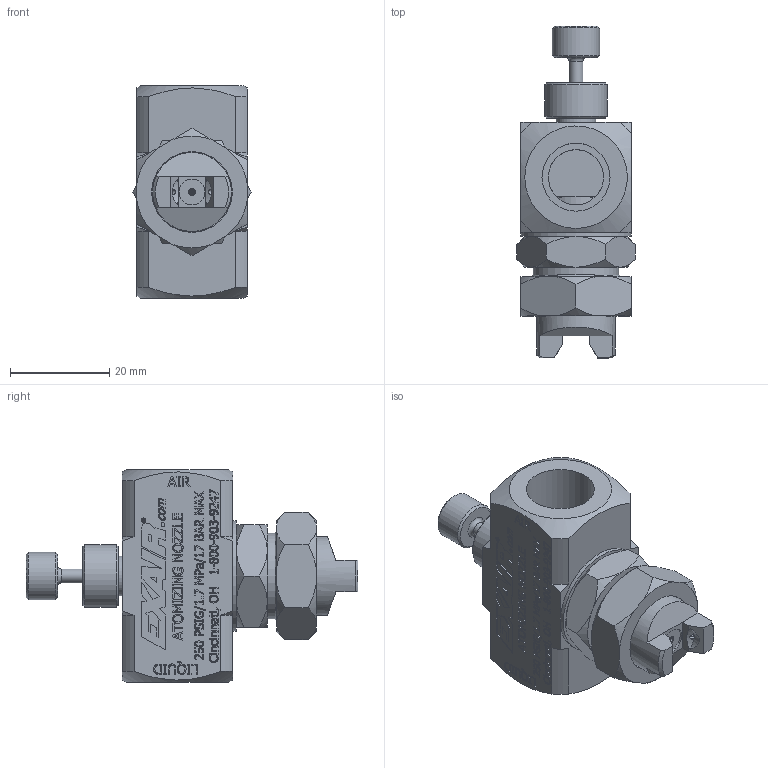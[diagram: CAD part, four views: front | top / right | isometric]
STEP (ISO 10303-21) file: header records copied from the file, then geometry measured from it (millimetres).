
FILE_DESCRIPTION((''),'2;1');
FILE_NAME('EB1010SS ASSEMBLED.stp','2012-02-09T08:56:33',('Ryan Longshore'),(''),'Autodesk Inventor 2012','Autodesk Inventor 2012','');
FILE_SCHEMA(('AUTOMOTIVE_DESIGN { 1 0 10303 214 1 1 1 1 }'));
Length unit declared in the file: inch
Products named in the file (9): EB1010SS ASSEMBLED; 901125; 901130; AS 568 AxialInternal Pressure DASH # 011; 901133-10; 901229-BEF10; 901135; 901136; 901137
Assembly tree (8 placements, depth 2):
  EB1010SS ASSEMBLED
    901125
    901130
    AS 568 AxialInternal Pressure DASH # 011
    901133-10
    901229-BEF10
    901135
    901136
    901137
Bounding box: 23.83 x 66.87 x 42.86 mm (x, y, z)
Volume: 23397.2 mm3; surface area: 15026.2 mm2
Topology: 8 solids, 8 shells, 1425 faces, 3815 edges, 2530 vertices
Faces by surface type: plane 845, bspline 444, cone 68, cylinder 65, torus 3
Full cylindrical faces by diameter (mm): 0.457 x1, 1.016 x2, 1.27 x1, 1.575 x1, 2.057 x3, 2.362 x2, 2.381 x8, 2.794 x2, 3.556 x1, 4.143 x1, 4.166 x1, 4.775 x1, 5.182 x1, 5.556 x1, 7.937 x1, 7.938 x2, 9.525 x7, 10.16 x1, 11.113 x2, 12.7 x3, 13.462 x1, 13.64 x1, 13.716 x2, 15.875 x1, 16.256 x1, 17.277 x1, 17.399 x1, 17.463 x2, 19.05 x2, 22.225 x1
Entity records: 46510 total; most frequent: CARTESIAN_POINT 14182, ORIENTED_EDGE 7410, DIRECTION 4904, EDGE_CURVE 3705, VECTOR 2526, LINE 2526, VERTEX_POINT 2507, EDGE_LOOP 1680
